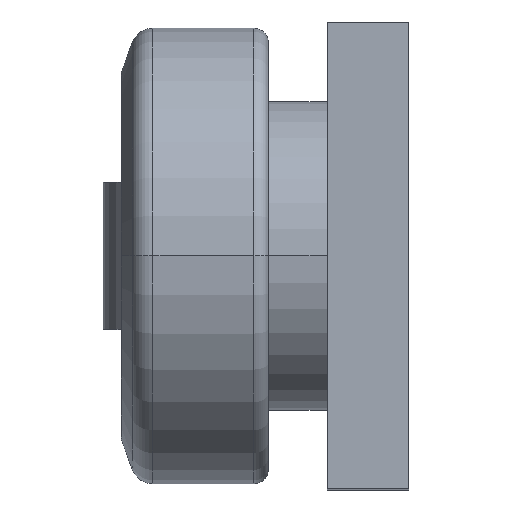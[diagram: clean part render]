
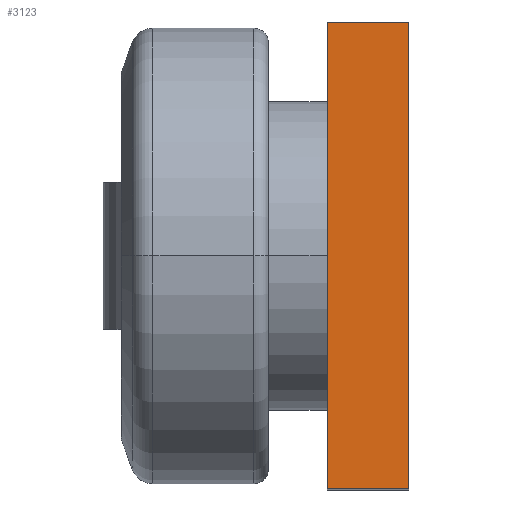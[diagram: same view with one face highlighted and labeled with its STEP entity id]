
A CAD part, top view. The second image highlights one B-rep face of the part: STEP entity #3123.
In plain terms, the highlighted planar face has unit normal (0, 0, 1).
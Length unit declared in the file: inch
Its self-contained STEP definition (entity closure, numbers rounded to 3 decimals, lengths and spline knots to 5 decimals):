
#25 = VECTOR ( 'NONE', #677, 39.37008 ) ;
#216 = DIRECTION ( 'NONE',  ( 0., -1., 0. ) ) ;
#220 = VERTEX_POINT ( 'NONE', #1030 ) ;
#230 = CARTESIAN_POINT ( 'NONE',  ( 1.201, -1.25, 2. ) ) ;
#396 = CARTESIAN_POINT ( 'NONE',  ( 1.201, -1.25, 2. ) ) ;
#531 = ORIENTED_EDGE ( 'NONE', *, *, #2128, .T. ) ;
#677 = DIRECTION ( 'NONE',  ( 0., 1., 0. ) ) ;
#748 = DIRECTION ( 'NONE',  ( 0., 0., -1. ) ) ;
#791 = VECTOR ( 'NONE', #2579, 39.37008 ) ;
#982 = LINE ( 'NONE', #230, #2502 ) ;
#1030 = CARTESIAN_POINT ( 'NONE',  ( 1.6385, -1.25, 2. ) ) ;
#1141 = CARTESIAN_POINT ( 'NONE',  ( 1.6385, 1.25, 2. ) ) ;
#1232 = VECTOR ( 'NONE', #3110, 39.37008 ) ;
#1334 = VERTEX_POINT ( 'NONE', #396 ) ;
#1384 = EDGE_LOOP ( 'NONE', ( #2627, #1399, #531, #2612 ) ) ;
#1399 = ORIENTED_EDGE ( 'NONE', *, *, #2153, .T. ) ;
#1408 = CARTESIAN_POINT ( 'NONE',  ( 1.6385, 1.25, 2. ) ) ;
#1530 = EDGE_CURVE ( 'NONE', #1334, #220, #1988, .T. ) ;
#1555 = CARTESIAN_POINT ( 'NONE',  ( 1.201, 1.25, 2. ) ) ;
#1582 = AXIS2_PLACEMENT_3D ( 'NONE', #2193, #748, #216 ) ;
#1907 = CARTESIAN_POINT ( 'NONE',  ( 1.6385, -1.25, 2. ) ) ;
#1954 = DIRECTION ( 'NONE',  ( 0., -1., 0. ) ) ;
#1988 = LINE ( 'NONE', #3144, #1232 ) ;
#2079 = LINE ( 'NONE', #1907, #25 ) ;
#2128 = EDGE_CURVE ( 'NONE', #2614, #2465, #3057, .T. ) ;
#2153 = EDGE_CURVE ( 'NONE', #220, #2614, #2079, .T. ) ;
#2193 = CARTESIAN_POINT ( 'NONE',  ( 1.201, -1.25, 2. ) ) ;
#2465 = VERTEX_POINT ( 'NONE', #1555 ) ;
#2466 = FACE_OUTER_BOUND ( 'NONE', #1384, .T. ) ;
#2502 = VECTOR ( 'NONE', #1954, 39.37008 ) ;
#2579 = DIRECTION ( 'NONE',  ( -1., 0., 0. ) ) ;
#2612 = ORIENTED_EDGE ( 'NONE', *, *, #2745, .T. ) ;
#2614 = VERTEX_POINT ( 'NONE', #1408 ) ;
#2627 = ORIENTED_EDGE ( 'NONE', *, *, #1530, .T. ) ;
#2745 = EDGE_CURVE ( 'NONE', #2465, #1334, #982, .T. ) ;
#3057 = LINE ( 'NONE', #1141, #791 ) ;
#3110 = DIRECTION ( 'NONE',  ( 1., 0., 0. ) ) ;
#3120 = PLANE ( 'NONE',  #1582 ) ;
#3123 = ADVANCED_FACE ( 'NONE', ( #2466 ), #3120, .F. ) ;
#3144 = CARTESIAN_POINT ( 'NONE',  ( 1.6385, -1.25, 2. ) ) ;
